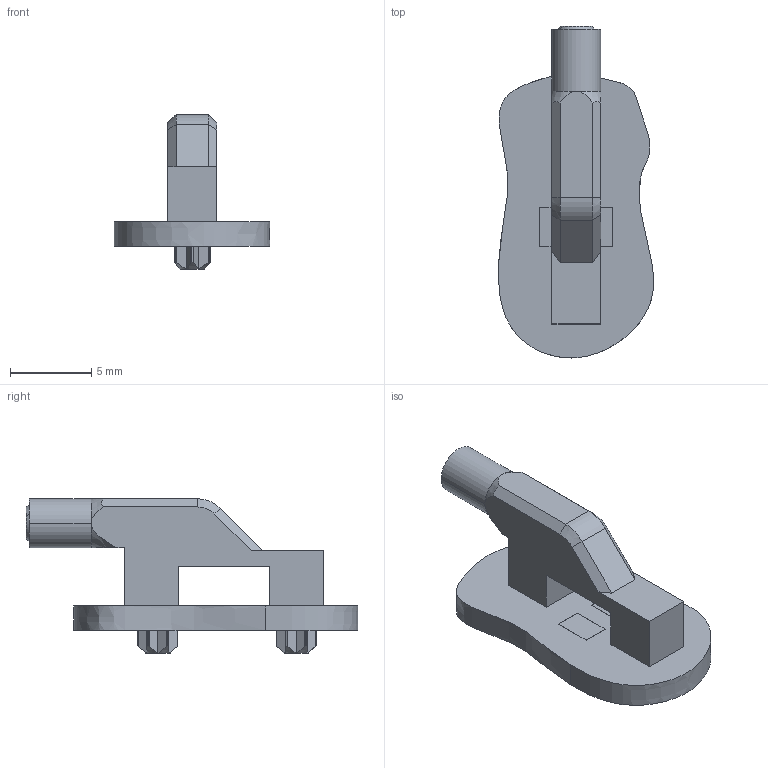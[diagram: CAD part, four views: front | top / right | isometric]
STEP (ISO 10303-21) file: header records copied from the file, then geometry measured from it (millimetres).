
FILE_DESCRIPTION(('SolidDesigner STEP Export'),'2;1');
FILE_NAME('HS_LC-H-D3_R1XC_PCB-Fragment.stp','2015-02-05T13:03:46',(''),(''),'Creo Elements/Direct Modeling STEP processor for AP214 (Solid Model)','Creo Elements/Direct Modeling 18.1 06-May-2012 (C) Parametric Technology GmbH','');
FILE_SCHEMA(('AUTOMOTIVE_DESIGN { 1 0 10303 214 1 1 1 1 }'));
Length unit declared in the file: millimetre
Products named in the file (3): PCB-Fragment; HS_LC-H-D3_R1XC1_H.Select_00821916; HS_LC-H-D3_R1XC_PCB-Fragment
Assembly tree (2 placements, depth 2):
  HS_LC-H-D3_R1XC_PCB-Fragment
    HS_LC-H-D3_R1XC1_H.Select_00821916
    PCB-Fragment
Bounding box: 9.54 x 20.37 x 9.48 mm (x, y, z)
Volume: 409.5 mm3; surface area: 679.2 mm2
Topology: 2 solids, 2 shells, 114 faces, 331 edges, 226 vertices
Faces by surface type: plane 69, cylinder 31, cone 12, extrusion 2
Entity records: 4460 total; most frequent: CARTESIAN_POINT 1417, ORIENTED_EDGE 662, DIRECTION 503, EDGE_CURVE 331, VERTEX_POINT 226, VECTOR 179, LINE 177, AXIS2_PLACEMENT_3D 162
